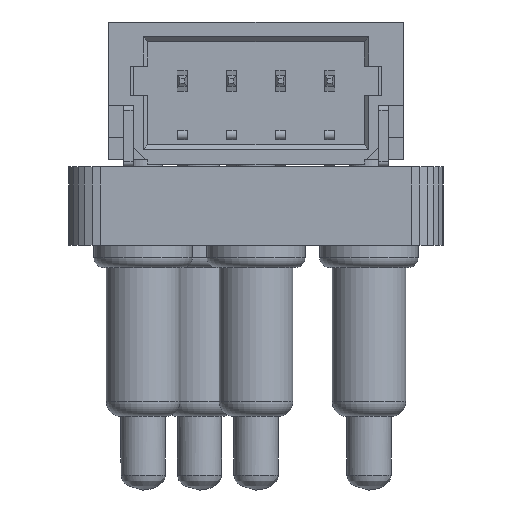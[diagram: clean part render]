
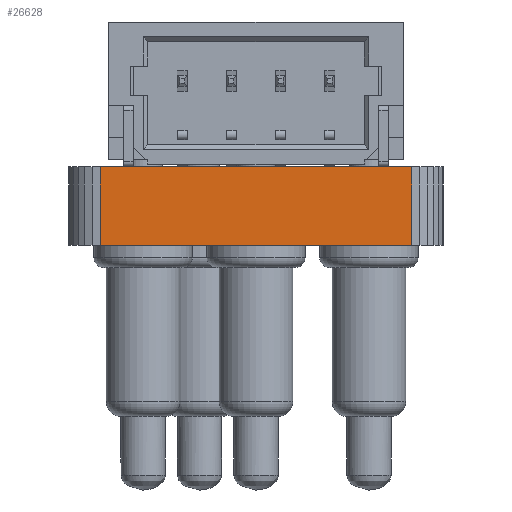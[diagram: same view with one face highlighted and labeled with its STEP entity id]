
A CAD part, front view. The second image highlights one B-rep face of the part: STEP entity #26628.
In plain terms, the highlighted planar face has unit normal (0, -1, 0).
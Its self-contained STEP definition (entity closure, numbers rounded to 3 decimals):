
#23921 = PLANE('',#23922);
#23922 = AXIS2_PLACEMENT_3D('',#23923,#23924,#23925);
#23923 = CARTESIAN_POINT('',(0.,0.,1.6)
  );
#23924 = DIRECTION('',(-0.,-0.,-1.));
#23925 = DIRECTION('',(-1.,0.,0.));
#23975 = PLANE('',#23976);
#23976 = AXIS2_PLACEMENT_3D('',#23977,#23978,#23979);
#23977 = CARTESIAN_POINT('',(0.,0.,0.)
  );
#23978 = DIRECTION('',(-0.,-0.,-1.));
#23979 = DIRECTION('',(-1.,0.,0.));
#24392 = VERTEX_POINT('',#24393);
#24393 = CARTESIAN_POINT('',(3.175,-7.176,0.));
#24407 = PLANE('',#24408);
#24408 = AXIS2_PLACEMENT_3D('',#24409,#24410,#24411);
#24409 = CARTESIAN_POINT('',(3.339,-7.154,0.));
#24410 = DIRECTION('',(0.131,-0.991,0.));
#24411 = DIRECTION('',(-0.991,-0.131,0.));
#24419 = EDGE_CURVE('',#24392,#24420,#24422,.T.);
#24420 = VERTEX_POINT('',#24421);
#24421 = CARTESIAN_POINT('',(-3.175,-7.176,0.));
#24422 = SURFACE_CURVE('',#24423,(#24427,#24434),.PCURVE_S1.);
#24423 = LINE('',#24424,#24425);
#24424 = CARTESIAN_POINT('',(3.175,-7.176,0.));
#24425 = VECTOR('',#24426,1.);
#24426 = DIRECTION('',(-1.,0.,0.));
#24427 = PCURVE('',#23975,#24428);
#24428 = DEFINITIONAL_REPRESENTATION('',(#24429),#24433);
#24429 = LINE('',#24430,#24431);
#24430 = CARTESIAN_POINT('',(-3.175,-7.176));
#24431 = VECTOR('',#24432,1.);
#24432 = DIRECTION('',(1.,0.));
#24433 = ( GEOMETRIC_REPRESENTATION_CONTEXT(2) 
PARAMETRIC_REPRESENTATION_CONTEXT() REPRESENTATION_CONTEXT('2D SPACE',''
  ) );
#24434 = PCURVE('',#24435,#24440);
#24435 = PLANE('',#24436);
#24436 = AXIS2_PLACEMENT_3D('',#24437,#24438,#24439);
#24437 = CARTESIAN_POINT('',(3.175,-7.176,0.));
#24438 = DIRECTION('',(0.,-1.,0.));
#24439 = DIRECTION('',(-1.,0.,0.));
#24440 = DEFINITIONAL_REPRESENTATION('',(#24441),#24445);
#24441 = LINE('',#24442,#24443);
#24442 = CARTESIAN_POINT('',(0.,-0.));
#24443 = VECTOR('',#24444,1.);
#24444 = DIRECTION('',(1.,0.));
#24445 = ( GEOMETRIC_REPRESENTATION_CONTEXT(2) 
PARAMETRIC_REPRESENTATION_CONTEXT() REPRESENTATION_CONTEXT('2D SPACE',''
  ) );
#24463 = PLANE('',#24464);
#24464 = AXIS2_PLACEMENT_3D('',#24465,#24466,#24467);
#24465 = CARTESIAN_POINT('',(-3.175,-7.176,0.));
#24466 = DIRECTION('',(-0.131,-0.991,0.));
#24467 = DIRECTION('',(-0.991,0.131,0.));
#25396 = VERTEX_POINT('',#25397);
#25397 = CARTESIAN_POINT('',(3.175,-7.176,1.6));
#25418 = EDGE_CURVE('',#25396,#25419,#25421,.T.);
#25419 = VERTEX_POINT('',#25420);
#25420 = CARTESIAN_POINT('',(-3.175,-7.176,1.6));
#25421 = SURFACE_CURVE('',#25422,(#25426,#25433),.PCURVE_S1.);
#25422 = LINE('',#25423,#25424);
#25423 = CARTESIAN_POINT('',(3.175,-7.176,1.6));
#25424 = VECTOR('',#25425,1.);
#25425 = DIRECTION('',(-1.,0.,0.));
#25426 = PCURVE('',#23921,#25427);
#25427 = DEFINITIONAL_REPRESENTATION('',(#25428),#25432);
#25428 = LINE('',#25429,#25430);
#25429 = CARTESIAN_POINT('',(-3.175,-7.176));
#25430 = VECTOR('',#25431,1.);
#25431 = DIRECTION('',(1.,0.));
#25432 = ( GEOMETRIC_REPRESENTATION_CONTEXT(2) 
PARAMETRIC_REPRESENTATION_CONTEXT() REPRESENTATION_CONTEXT('2D SPACE',''
  ) );
#25433 = PCURVE('',#24435,#25434);
#25434 = DEFINITIONAL_REPRESENTATION('',(#25435),#25439);
#25435 = LINE('',#25436,#25437);
#25436 = CARTESIAN_POINT('',(0.,-1.6));
#25437 = VECTOR('',#25438,1.);
#25438 = DIRECTION('',(1.,0.));
#25439 = ( GEOMETRIC_REPRESENTATION_CONTEXT(2) 
PARAMETRIC_REPRESENTATION_CONTEXT() REPRESENTATION_CONTEXT('2D SPACE',''
  ) );
#26580 = EDGE_CURVE('',#24392,#25396,#26581,.T.);
#26581 = SURFACE_CURVE('',#26582,(#26586,#26593),.PCURVE_S1.);
#26582 = LINE('',#26583,#26584);
#26583 = CARTESIAN_POINT('',(3.175,-7.176,0.));
#26584 = VECTOR('',#26585,1.);
#26585 = DIRECTION('',(0.,0.,1.));
#26586 = PCURVE('',#24407,#26587);
#26587 = DEFINITIONAL_REPRESENTATION('',(#26588),#26592);
#26588 = LINE('',#26589,#26590);
#26589 = CARTESIAN_POINT('',(0.166,0.));
#26590 = VECTOR('',#26591,1.);
#26591 = DIRECTION('',(0.,-1.));
#26592 = ( GEOMETRIC_REPRESENTATION_CONTEXT(2) 
PARAMETRIC_REPRESENTATION_CONTEXT() REPRESENTATION_CONTEXT('2D SPACE',''
  ) );
#26593 = PCURVE('',#24435,#26594);
#26594 = DEFINITIONAL_REPRESENTATION('',(#26595),#26599);
#26595 = LINE('',#26596,#26597);
#26596 = CARTESIAN_POINT('',(0.,-0.));
#26597 = VECTOR('',#26598,1.);
#26598 = DIRECTION('',(0.,-1.));
#26599 = ( GEOMETRIC_REPRESENTATION_CONTEXT(2) 
PARAMETRIC_REPRESENTATION_CONTEXT() REPRESENTATION_CONTEXT('2D SPACE',''
  ) );
#26628 = ADVANCED_FACE('',(#26629),#24435,.T.);
#26629 = FACE_BOUND('',#26630,.T.);
#26630 = EDGE_LOOP('',(#26631,#26632,#26633,#26654));
#26631 = ORIENTED_EDGE('',*,*,#26580,.T.);
#26632 = ORIENTED_EDGE('',*,*,#25418,.T.);
#26633 = ORIENTED_EDGE('',*,*,#26634,.F.);
#26634 = EDGE_CURVE('',#24420,#25419,#26635,.T.);
#26635 = SURFACE_CURVE('',#26636,(#26640,#26647),.PCURVE_S1.);
#26636 = LINE('',#26637,#26638);
#26637 = CARTESIAN_POINT('',(-3.175,-7.176,0.));
#26638 = VECTOR('',#26639,1.);
#26639 = DIRECTION('',(0.,0.,1.));
#26640 = PCURVE('',#24435,#26641);
#26641 = DEFINITIONAL_REPRESENTATION('',(#26642),#26646);
#26642 = LINE('',#26643,#26644);
#26643 = CARTESIAN_POINT('',(6.35,0.));
#26644 = VECTOR('',#26645,1.);
#26645 = DIRECTION('',(0.,-1.));
#26646 = ( GEOMETRIC_REPRESENTATION_CONTEXT(2) 
PARAMETRIC_REPRESENTATION_CONTEXT() REPRESENTATION_CONTEXT('2D SPACE',''
  ) );
#26647 = PCURVE('',#24463,#26648);
#26648 = DEFINITIONAL_REPRESENTATION('',(#26649),#26653);
#26649 = LINE('',#26650,#26651);
#26650 = CARTESIAN_POINT('',(0.,0.));
#26651 = VECTOR('',#26652,1.);
#26652 = DIRECTION('',(0.,-1.));
#26653 = ( GEOMETRIC_REPRESENTATION_CONTEXT(2) 
PARAMETRIC_REPRESENTATION_CONTEXT() REPRESENTATION_CONTEXT('2D SPACE',''
  ) );
#26654 = ORIENTED_EDGE('',*,*,#24419,.F.);
